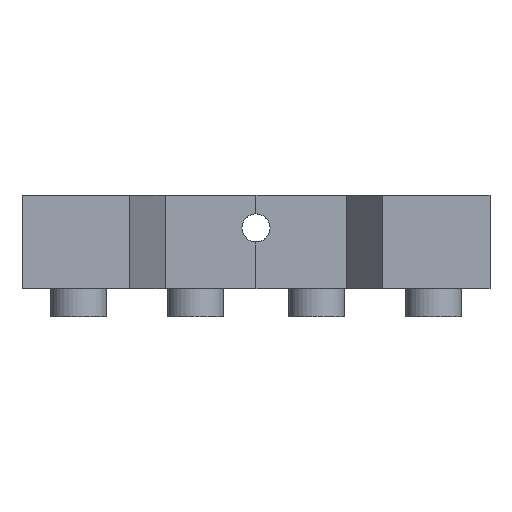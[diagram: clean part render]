
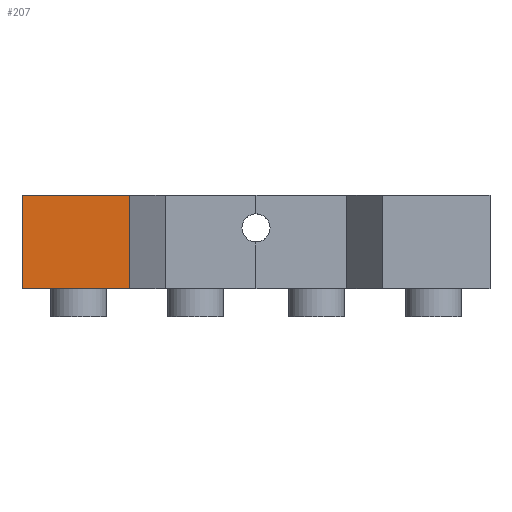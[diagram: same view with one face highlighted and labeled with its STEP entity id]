
A CAD part, front view. The second image highlights one B-rep face of the part: STEP entity #207.
In plain terms, the highlighted planar face has unit normal (0, -1, 0).
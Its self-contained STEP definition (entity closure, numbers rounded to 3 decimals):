
#155=CARTESIAN_POINT('Vertex',(-25.,-90.,0.)) ;
#158=CARTESIAN_POINT('Line Origine',(-25.,-90.,5.)) ;
#162=CARTESIAN_POINT('Vertex',(-25.,-90.,10.)) ;
#177=CARTESIAN_POINT('Axis2P3D Location',(-25.,-90.,0.)) ;
#182=CARTESIAN_POINT('Line Origine',(-19.263,-90.,0.)) ;
#186=CARTESIAN_POINT('Vertex',(-13.526,-90.,0.)) ;
#189=CARTESIAN_POINT('Line Origine',(-13.526,-90.,5.)) ;
#193=CARTESIAN_POINT('Vertex',(-13.526,-90.,10.)) ;
#196=CARTESIAN_POINT('Line Origine',(-19.263,-90.,10.)) ;
#159=DIRECTION('Vector Direction',(0.,0.,1.)) ;
#178=DIRECTION('Axis2P3D Direction',(0.,-1.,0.)) ;
#179=DIRECTION('Axis2P3D XDirection',(1.,0.,0.)) ;
#183=DIRECTION('Vector Direction',(1.,0.,0.)) ;
#190=DIRECTION('Vector Direction',(0.,0.,1.)) ;
#197=DIRECTION('Vector Direction',(1.,0.,0.)) ;
#180=AXIS2_PLACEMENT_3D('Plane Axis2P3D',#177,#178,#179) ;
#202=ORIENTED_EDGE('',*,*,#164,.F.) ;
#203=ORIENTED_EDGE('',*,*,#188,.T.) ;
#204=ORIENTED_EDGE('',*,*,#195,.T.) ;
#205=ORIENTED_EDGE('',*,*,#200,.F.) ;
#160=VECTOR('Line Direction',#159,1.) ;
#184=VECTOR('Line Direction',#183,1.) ;
#191=VECTOR('Line Direction',#190,1.) ;
#198=VECTOR('Line Direction',#197,1.) ;
#207=ADVANCED_FACE('PartBody',(#206),#181,.T.) ;
#164=EDGE_CURVE('',#156,#163,#161,.T.) ;
#188=EDGE_CURVE('',#156,#187,#185,.T.) ;
#195=EDGE_CURVE('',#187,#194,#192,.T.) ;
#200=EDGE_CURVE('',#163,#194,#199,.T.) ;
#201=EDGE_LOOP('',(#202,#203,#204,#205)) ;
#206=FACE_OUTER_BOUND('',#201,.T.) ;
#161=LINE('Line',#158,#160) ;
#185=LINE('Line',#182,#184) ;
#192=LINE('Line',#189,#191) ;
#199=LINE('Line',#196,#198) ;
#181=PLANE('',#180) ;
#156=VERTEX_POINT('',#155) ;
#163=VERTEX_POINT('',#162) ;
#187=VERTEX_POINT('',#186) ;
#194=VERTEX_POINT('',#193) ;
